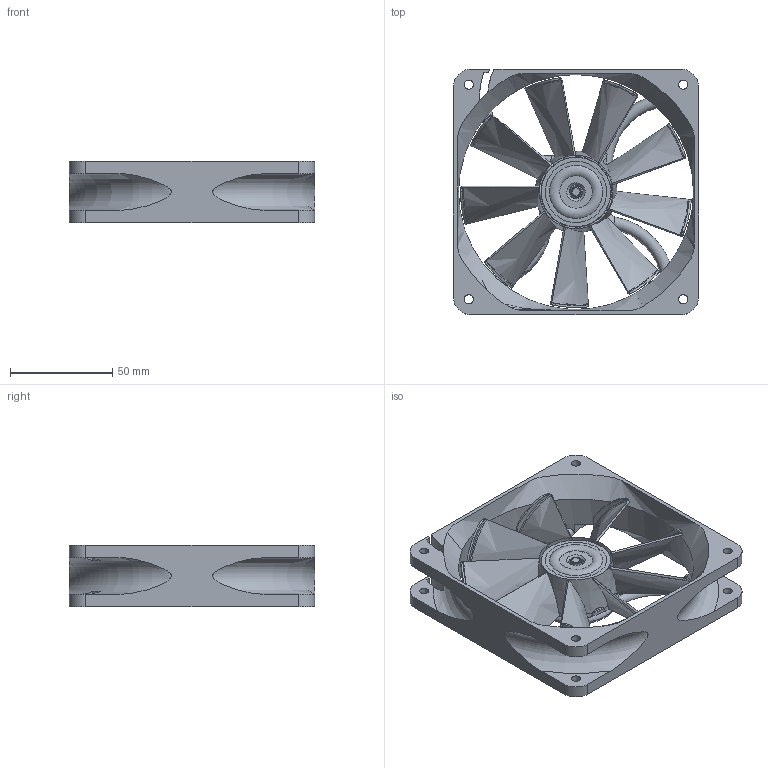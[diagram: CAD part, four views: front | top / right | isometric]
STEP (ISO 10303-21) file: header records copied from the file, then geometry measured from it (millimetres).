
FILE_DESCRIPTION(/* description */ (''),/* implementation_level */ '2;1');
FILE_NAME(/* name */ 'Ventilator.iam.step',/* time_stamp */ '2022-11-29T09:20:37+01:00',/* author */ ('diederichbenedict'),/* organization */ (''),/* preprocessor_version */ 'ST-DEVELOPER v18.1',/* originating_system */ 'Autodesk Inventor 2022',/* authorisation */ '');
FILE_SCHEMA (('AUTOMOTIVE_DESIGN { 1 0 10303 214 3 1 1 }'));
Length unit declared in the file: millimetre
Products named in the file (14): Ventilator; Ohisje Ventilatorja; Motorcek; Vezje; Spodnji del statorja; Stator; Zgornji del statorja; Navitje; Elisa; Elisa_1; Magnet; Gred; lock washer for shafts_din_Lock washer DIN 6799 - 4; Pusa
Assembly tree (23 placements, depth 3):
  Ventilator
    Ohisje Ventilatorja
    Motorcek
      Vezje
      Spodnji del statorja
      Stator  x8
      Zgornji del statorja
      Navitje  x4
    Elisa
      Elisa_1
      Magnet
      Gred
    lock washer for shafts_din_Lock washer DIN 6799 - 4
    Pusa
Bounding box: 120 x 120 x 30 mm (x, y, z)
Volume: 93764.8 mm3; surface area: 83569.2 mm2
Topology: 21 solids, 21 shells, 1187 faces, 3205 edges, 2030 vertices
Faces by surface type: cylinder 586, plane 329, bspline 182, torus 36, sphere 32, cone 22
Full cylindrical faces by diameter (mm): 4 x1, 4.5 x8, 5 x4, 7 x2, 10 x2, 13 x11, 14 x1, 15 x1, 16 x1, 30 x1, 34 x2, 36.5 x1, 38 x1, 115 x1
Entity records: 35141 total; most frequent: CARTESIAN_POINT 17498, ORIENTED_EDGE 3812, DIRECTION 3294, EDGE_CURVE 1906, AXIS2_PLACEMENT_3D 1293, VERTEX_POINT 1224, EDGE_LOOP 772, FACE_OUTER_BOUND 716
